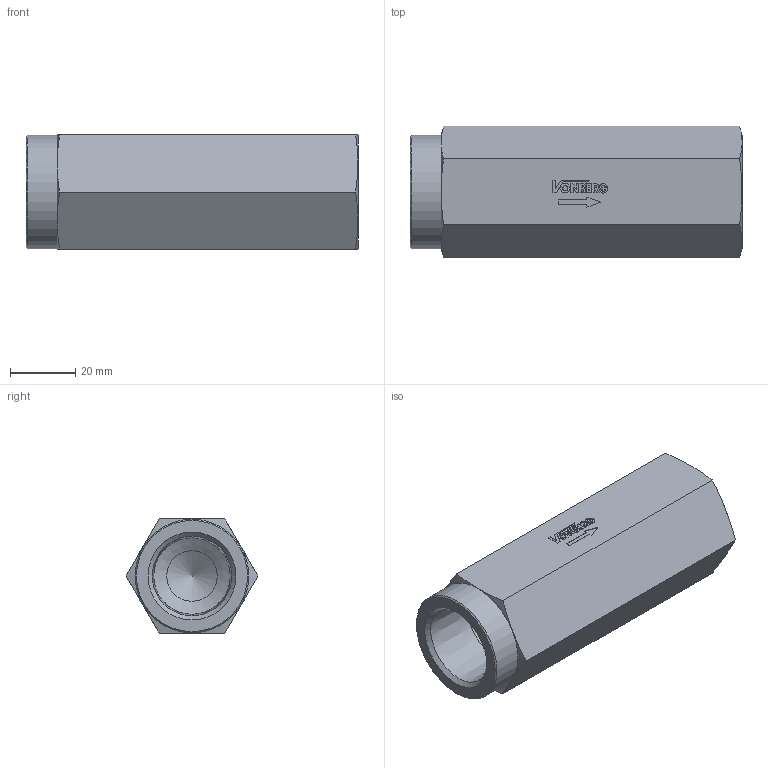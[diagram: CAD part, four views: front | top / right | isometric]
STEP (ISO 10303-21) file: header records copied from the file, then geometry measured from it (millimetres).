
FILE_DESCRIPTION((''),'2;1');
FILE_NAME('15301-106.stp','2015-01-02T16:26:06',('jml'),(''),'Autodesk Inventor 2010','Autodesk Inventor 2010','');
FILE_SCHEMA(('AUTOMOTIVE_DESIGN { 1 0 10303 214 1 1 1 1 }'));
Length unit declared in the file: inch
Products named in the file (1): 15301-106
Bounding box: 101.6 x 40.33 x 34.92 mm (x, y, z)
Volume: 77028.1 mm3; surface area: 19063.3 mm2
Topology: 1 solids, 1 shells, 122 faces, 314 edges, 207 vertices
Faces by surface type: plane 91, cylinder 20, cone 11
Full cylindrical faces by diameter (mm): 1.566 x1, 15.469 x1, 15.875 x1, 23.393 x2, 34.798 x1
Entity records: 3626 total; most frequent: CARTESIAN_POINT 633, ORIENTED_EDGE 576, DIRECTION 568, EDGE_CURVE 288, VECTOR 230, LINE 230, VERTEX_POINT 198, AXIS2_PLACEMENT_3D 169
